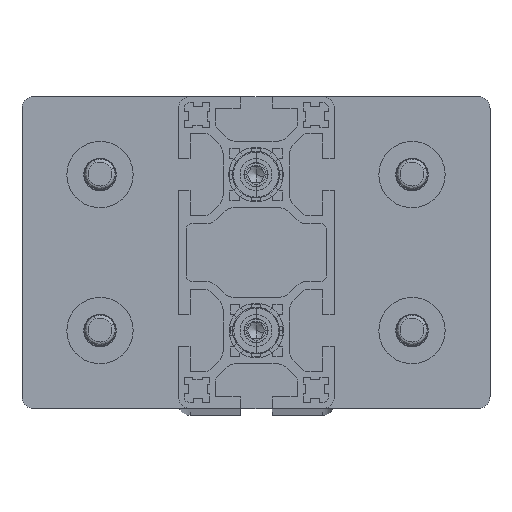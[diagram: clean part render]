
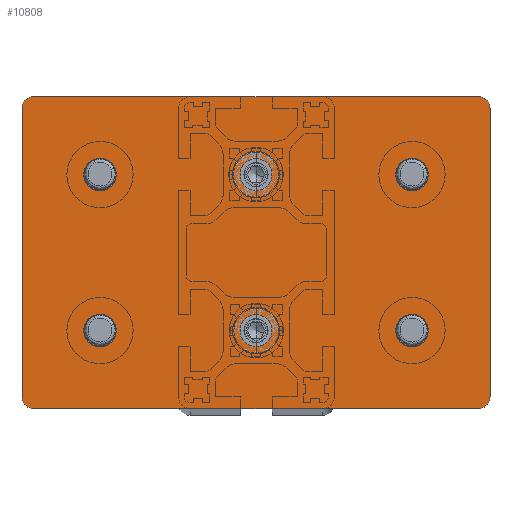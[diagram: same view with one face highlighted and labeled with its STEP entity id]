
A CAD part, top view. The second image highlights one B-rep face of the part: STEP entity #10808.
In plain terms, the highlighted face is planar.
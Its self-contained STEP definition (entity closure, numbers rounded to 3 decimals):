
#10232=CARTESIAN_POINT('',(-20.,35.9,0.));
#10233=VERTEX_POINT('',#10232);
#10242=CARTESIAN_POINT('',(-20.,40.,0.));
#10243=DIRECTION('',(0.,-0.,1.));
#10244=DIRECTION('',(0.,1.,0.));
#10245=AXIS2_PLACEMENT_3D('',#10242,#10243,#10244);
#10246=CIRCLE('',#10245,4.1);
#10247=EDGE_CURVE('',#10233,#10233,#10246,.T.);
#10274=CARTESIAN_POINT('',(20.,35.9,0.));
#10275=VERTEX_POINT('',#10274);
#10284=CARTESIAN_POINT('',(20.,40.,0.));
#10285=DIRECTION('',(0.,-0.,1.));
#10286=DIRECTION('',(0.,1.,0.));
#10287=AXIS2_PLACEMENT_3D('',#10284,#10285,#10286);
#10288=CIRCLE('',#10287,4.1);
#10289=EDGE_CURVE('',#10275,#10275,#10288,.T.);
#10316=CARTESIAN_POINT('',(-20.,-4.1,0.));
#10317=VERTEX_POINT('',#10316);
#10326=CARTESIAN_POINT('',(-20.,0.,0.));
#10327=DIRECTION('',(0.,-0.,1.));
#10328=DIRECTION('',(0.,1.,0.));
#10329=AXIS2_PLACEMENT_3D('',#10326,#10327,#10328);
#10330=CIRCLE('',#10329,4.1);
#10331=EDGE_CURVE('',#10317,#10317,#10330,.T.);
#10358=CARTESIAN_POINT('',(20.,-4.1,0.));
#10359=VERTEX_POINT('',#10358);
#10368=CARTESIAN_POINT('',(20.,-0.,0.));
#10369=DIRECTION('',(0.,-0.,1.));
#10370=DIRECTION('',(0.,1.,0.));
#10371=AXIS2_PLACEMENT_3D('',#10368,#10369,#10370);
#10372=CIRCLE('',#10371,4.1);
#10373=EDGE_CURVE('',#10359,#10359,#10372,.T.);
#10400=CARTESIAN_POINT('',(-20.,-44.1,0.));
#10401=VERTEX_POINT('',#10400);
#10410=CARTESIAN_POINT('',(-20.,-40.,0.));
#10411=DIRECTION('',(0.,-0.,1.));
#10412=DIRECTION('',(0.,1.,0.));
#10413=AXIS2_PLACEMENT_3D('',#10410,#10411,#10412);
#10414=CIRCLE('',#10413,4.1);
#10415=EDGE_CURVE('',#10401,#10401,#10414,.T.);
#10442=CARTESIAN_POINT('',(20.,-44.1,0.));
#10443=VERTEX_POINT('',#10442);
#10452=CARTESIAN_POINT('',(20.,-40.,0.));
#10453=DIRECTION('',(0.,-0.,1.));
#10454=DIRECTION('',(0.,1.,0.));
#10455=AXIS2_PLACEMENT_3D('',#10452,#10453,#10454);
#10456=CIRCLE('',#10455,4.1);
#10457=EDGE_CURVE('',#10443,#10443,#10456,.T.);
#10495=CARTESIAN_POINT('',(37.,-60.,0.));
#10496=VERTEX_POINT('',#10495);
#10503=CARTESIAN_POINT('',(40.,-57.,0.));
#10504=VERTEX_POINT('',#10503);
#10505=CARTESIAN_POINT('',(37.,-57.,0.));
#10506=DIRECTION('',(0.,0.,1.));
#10507=DIRECTION('',(0.707,-0.707,0.));
#10508=AXIS2_PLACEMENT_3D('',#10505,#10506,#10507);
#10509=CIRCLE('',#10508,3.);
#10510=EDGE_CURVE('',#10496,#10504,#10509,.T.);
#10617=CARTESIAN_POINT('',(40.,57.,0.));
#10618=VERTEX_POINT('',#10617);
#10619=CARTESIAN_POINT('',(40.,-30.,0.));
#10620=DIRECTION('',(0.,1.,0.));
#10621=VECTOR('',#10620,1140.);
#10622=LINE('',#10619,#10621);
#10623=EDGE_CURVE('',#10504,#10618,#10622,.T.);
#10642=CARTESIAN_POINT('',(37.,60.,0.));
#10643=VERTEX_POINT('',#10642);
#10644=CARTESIAN_POINT('',(37.,57.,0.));
#10645=DIRECTION('',(0.,-0.,1.));
#10646=DIRECTION('',(0.707,0.707,0.));
#10647=AXIS2_PLACEMENT_3D('',#10644,#10645,#10646);
#10648=CIRCLE('',#10647,3.);
#10649=EDGE_CURVE('',#10618,#10643,#10648,.T.);
#10666=CARTESIAN_POINT('',(-40.,-57.,0.));
#10667=VERTEX_POINT('',#10666);
#10674=CARTESIAN_POINT('',(-37.,-60.,0.));
#10675=VERTEX_POINT('',#10674);
#10676=CARTESIAN_POINT('',(-37.,-57.,0.));
#10677=DIRECTION('',(0.,0.,1.));
#10678=DIRECTION('',(-0.707,-0.707,0.));
#10679=AXIS2_PLACEMENT_3D('',#10676,#10677,#10678);
#10680=CIRCLE('',#10679,3.);
#10681=EDGE_CURVE('',#10667,#10675,#10680,.T.);
#10699=CARTESIAN_POINT('',(-40.,57.,0.));
#10700=VERTEX_POINT('',#10699);
#10707=CARTESIAN_POINT('',(-40.,30.,0.));
#10708=DIRECTION('',(-0.,-1.,0.));
#10709=VECTOR('',#10708,1140.);
#10710=LINE('',#10707,#10709);
#10711=EDGE_CURVE('',#10700,#10667,#10710,.T.);
#10722=CARTESIAN_POINT('',(-37.,60.,0.));
#10723=VERTEX_POINT('',#10722);
#10730=CARTESIAN_POINT('',(-37.,57.,0.));
#10731=DIRECTION('',(0.,0.,1.));
#10732=DIRECTION('',(-0.707,0.707,0.));
#10733=AXIS2_PLACEMENT_3D('',#10730,#10731,#10732);
#10734=CIRCLE('',#10733,3.);
#10735=EDGE_CURVE('',#10723,#10700,#10734,.T.);
#10747=CARTESIAN_POINT('',(10.,60.,0.));
#10748=DIRECTION('',(-1.,0.,0.));
#10749=VECTOR('',#10748,740.);
#10750=LINE('',#10747,#10749);
#10751=EDGE_CURVE('',#10643,#10723,#10750,.T.);
#10766=CARTESIAN_POINT('',(-10.,-60.,0.));
#10767=DIRECTION('',(1.,-0.,0.));
#10768=VECTOR('',#10767,740.);
#10769=LINE('',#10766,#10768);
#10770=EDGE_CURVE('',#10675,#10496,#10769,.T.);
#10775=CARTESIAN_POINT('',(-0.,0.,0.));
#10776=DIRECTION('',(0.,0.,1.));
#10777=DIRECTION('',(1.,-0.,0.));
#10778=AXIS2_PLACEMENT_3D('',#10775,#10776,#10777);
#10779=PLANE('',#10778);
#10780=ORIENTED_EDGE('',*,*,#10247,.T.);
#10781=EDGE_LOOP('',(#10780));
#10782=FACE_BOUND('',#10781,.T.);
#10783=ORIENTED_EDGE('',*,*,#10289,.T.);
#10784=EDGE_LOOP('',(#10783));
#10785=FACE_BOUND('',#10784,.T.);
#10786=ORIENTED_EDGE('',*,*,#10331,.T.);
#10787=EDGE_LOOP('',(#10786));
#10788=FACE_BOUND('',#10787,.T.);
#10789=ORIENTED_EDGE('',*,*,#10373,.T.);
#10790=EDGE_LOOP('',(#10789));
#10791=FACE_BOUND('',#10790,.T.);
#10792=ORIENTED_EDGE('',*,*,#10415,.T.);
#10793=EDGE_LOOP('',(#10792));
#10794=FACE_BOUND('',#10793,.T.);
#10795=ORIENTED_EDGE('',*,*,#10457,.T.);
#10796=EDGE_LOOP('',(#10795));
#10797=FACE_BOUND('',#10796,.T.);
#10798=ORIENTED_EDGE('',*,*,#10510,.F.);
#10799=ORIENTED_EDGE('',*,*,#10770,.F.);
#10800=ORIENTED_EDGE('',*,*,#10681,.F.);
#10801=ORIENTED_EDGE('',*,*,#10711,.F.);
#10802=ORIENTED_EDGE('',*,*,#10735,.F.);
#10803=ORIENTED_EDGE('',*,*,#10751,.F.);
#10804=ORIENTED_EDGE('',*,*,#10649,.F.);
#10805=ORIENTED_EDGE('',*,*,#10623,.F.);
#10806=EDGE_LOOP('',(#10798,#10799,#10800,#10801,#10802,#10803,#10804,#10805));
#10807=FACE_BOUND('',#10806,.T.);
#10808=ADVANCED_FACE('',(#10782,#10785,#10788,#10791,#10794,#10797,#10807),#10779,.F.);
